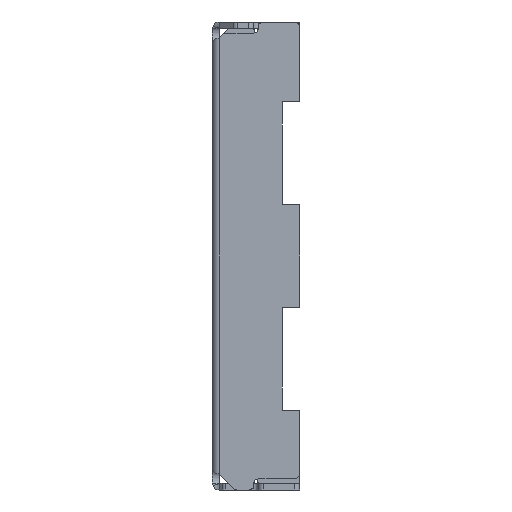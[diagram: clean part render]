
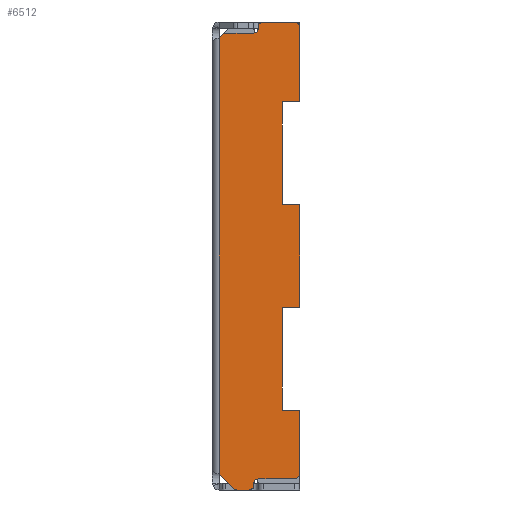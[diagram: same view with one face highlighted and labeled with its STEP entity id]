
A CAD part, left-side view. The second image highlights one B-rep face of the part: STEP entity #6512.
In plain terms, the highlighted planar face has unit normal (-1, 0, 0).
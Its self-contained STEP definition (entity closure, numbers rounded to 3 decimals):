
#1=DIRECTION('',(0.,1.,0.));
#2=VECTOR('',#1,0.5);
#3=CARTESIAN_POINT('',(-6.35,-1.27,-4.5));
#4=LINE('',#3,#2);
#5=DIRECTION('',(0.,1.,0.));
#6=VECTOR('',#5,1.035);
#7=CARTESIAN_POINT('',(-6.35,-1.12,-6.5));
#8=LINE('',#7,#6);
#9=DIRECTION('',(0.,-1.,0.));
#10=VECTOR('',#9,0.332);
#11=CARTESIAN_POINT('',(-6.35,0.547,-6.83));
#12=LINE('',#11,#10);
#13=DIRECTION('',(0.,-0.707,-0.707));
#14=VECTOR('',#13,0.589);
#15=CARTESIAN_POINT('',(-6.35,1.07,-6.369));
#16=LINE('',#15,#14);
#17=DIRECTION('',(0.,0.,-1.));
#18=VECTOR('',#17,12.739);
#19=CARTESIAN_POINT('',(-6.35,1.07,6.369));
#20=LINE('',#19,#18);
#21=DIRECTION('',(0.,0.707,-0.707));
#22=VECTOR('',#21,0.123);
#23=CARTESIAN_POINT('',(-6.35,0.983,6.456));
#24=LINE('',#23,#22);
#25=DIRECTION('',(0.,-1.,0.));
#26=VECTOR('',#25,0.792);
#27=CARTESIAN_POINT('',(-6.35,0.877,6.5));
#28=LINE('',#27,#26);
#29=DIRECTION('',(0.,1.,0.));
#30=VECTOR('',#29,0.905);
#31=CARTESIAN_POINT('',(-6.35,-1.12,6.83));
#32=LINE('',#31,#30);
#33=DIRECTION('',(0.,1.,0.));
#34=VECTOR('',#33,0.5);
#35=CARTESIAN_POINT('',(-6.35,-1.27,4.5));
#36=LINE('',#35,#34);
#37=DIRECTION('',(0.,0.,1.));
#38=VECTOR('',#37,3.);
#39=CARTESIAN_POINT('',(-6.35,-0.77,1.5));
#40=LINE('',#39,#38);
#41=DIRECTION('',(0.,1.,0.));
#42=VECTOR('',#41,0.5);
#43=CARTESIAN_POINT('',(-6.35,-1.27,1.5));
#44=LINE('',#43,#42);
#45=DIRECTION('',(0.,1.,0.));
#46=VECTOR('',#45,0.5);
#47=CARTESIAN_POINT('',(-6.35,-1.27,-1.5));
#48=LINE('',#47,#46);
#49=DIRECTION('',(0.,0.,1.));
#50=VECTOR('',#49,3.);
#51=CARTESIAN_POINT('',(-6.35,-0.77,-4.5));
#52=LINE('',#51,#50);
#73=DIRECTION('',(0.,0.,1.));
#74=VECTOR('',#73,1.85);
#75=CARTESIAN_POINT('',(-6.35,-1.27,-6.35));
#76=LINE('',#75,#74);
#77=DIRECTION('',(0.,0.,1.));
#78=VECTOR('',#77,3.);
#79=CARTESIAN_POINT('',(-6.35,-1.27,-1.5));
#80=LINE('',#79,#78);
#89=DIRECTION('',(0.,0.,1.));
#90=VECTOR('',#89,2.18);
#91=CARTESIAN_POINT('',(-6.35,-1.27,4.5));
#92=LINE('',#91,#90);
#189=CARTESIAN_POINT('',(-6.35,-1.12,6.68));
#190=DIRECTION('',(-1.,0.,0.));
#191=DIRECTION('',(0.,-1.,0.));
#192=AXIS2_PLACEMENT_3D('',#189,#190,#191);
#207=CARTESIAN_POINT('',(-6.35,-0.215,6.68));
#208=DIRECTION('',(-1.,0.,0.));
#209=DIRECTION('',(0.,0.,1.));
#210=AXIS2_PLACEMENT_3D('',#207,#208,#209);
#221=DIRECTION('',(0.,0.,-1.));
#222=VECTOR('',#221,0.03);
#223=CARTESIAN_POINT('',(-6.35,-0.065,6.68));
#224=LINE('',#223,#222);
#229=CARTESIAN_POINT('',(-6.35,0.085,6.65));
#230=DIRECTION('',(1.,0.,0.));
#231=DIRECTION('',(0.,-1.,0.));
#232=AXIS2_PLACEMENT_3D('',#229,#230,#231);
#247=CARTESIAN_POINT('',(-6.35,0.877,6.35));
#248=DIRECTION('',(-1.,0.,0.));
#249=DIRECTION('',(0.,0.,1.));
#250=AXIS2_PLACEMENT_3D('',#247,#248,#249);
#311=CARTESIAN_POINT('',(-6.35,0.547,-6.68));
#312=DIRECTION('',(-1.,0.,0.));
#313=DIRECTION('',(0.,0.707,-0.707));
#314=AXIS2_PLACEMENT_3D('',#311,#312,#313);
#329=CARTESIAN_POINT('',(-6.35,0.215,-6.68));
#330=DIRECTION('',(-1.,0.,0.));
#331=DIRECTION('',(0.,0.,-1.));
#332=AXIS2_PLACEMENT_3D('',#329,#330,#331);
#343=DIRECTION('',(0.,0.,1.));
#344=VECTOR('',#343,0.03);
#345=CARTESIAN_POINT('',(-6.35,0.065,-6.68));
#346=LINE('',#345,#344);
#351=CARTESIAN_POINT('',(-6.35,-0.085,-6.65));
#352=DIRECTION('',(1.,0.,0.));
#353=DIRECTION('',(0.,1.,0.));
#354=AXIS2_PLACEMENT_3D('',#351,#352,#353);
#369=CARTESIAN_POINT('',(-6.35,-1.12,-6.35));
#370=DIRECTION('',(-1.,0.,0.));
#371=DIRECTION('',(0.,0.,-1.));
#372=AXIS2_PLACEMENT_3D('',#369,#370,#371);
#5037=CARTESIAN_POINT('',(-6.35,-0.065,6.65));
#5039=VERTEX_POINT('',#5037);
#5041=CARTESIAN_POINT('',(-6.35,0.085,6.5));
#5043=VERTEX_POINT('',#5041);
#5046=CARTESIAN_POINT('',(-6.35,0.877,6.5));
#5048=VERTEX_POINT('',#5046);
#5049=CARTESIAN_POINT('',(-6.35,0.983,6.456));
#5050=VERTEX_POINT('',#5049);
#5054=CARTESIAN_POINT('',(-6.35,-0.215,6.83));
#5056=VERTEX_POINT('',#5054);
#5057=CARTESIAN_POINT('',(-6.35,-0.065,6.68));
#5058=VERTEX_POINT('',#5057);
#5062=CARTESIAN_POINT('',(-6.35,-1.27,6.68));
#5064=VERTEX_POINT('',#5062);
#5065=CARTESIAN_POINT('',(-6.35,-1.12,6.83));
#5066=VERTEX_POINT('',#5065);
#5069=CARTESIAN_POINT('',(-6.35,1.07,6.369));
#5070=VERTEX_POINT('',#5069);
#5073=CARTESIAN_POINT('',(-6.35,0.065,-6.65));
#5075=VERTEX_POINT('',#5073);
#5077=CARTESIAN_POINT('',(-6.35,-0.085,-6.5));
#5079=VERTEX_POINT('',#5077);
#5082=CARTESIAN_POINT('',(-6.35,-1.12,-6.5));
#5084=VERTEX_POINT('',#5082);
#5085=CARTESIAN_POINT('',(-6.35,-1.27,-6.35));
#5086=VERTEX_POINT('',#5085);
#5090=CARTESIAN_POINT('',(-6.35,0.215,-6.83));
#5092=VERTEX_POINT('',#5090);
#5093=CARTESIAN_POINT('',(-6.35,0.065,-6.68));
#5094=VERTEX_POINT('',#5093);
#5098=CARTESIAN_POINT('',(-6.35,0.653,-6.786));
#5100=VERTEX_POINT('',#5098);
#5101=CARTESIAN_POINT('',(-6.35,0.547,-6.83));
#5102=VERTEX_POINT('',#5101);
#5105=CARTESIAN_POINT('',(-6.35,1.07,-6.369));
#5106=VERTEX_POINT('',#5105);
#5305=CARTESIAN_POINT('',(-6.35,-1.27,1.5));
#5306=CARTESIAN_POINT('',(-6.35,-0.77,1.5));
#5307=VERTEX_POINT('',#5305);
#5308=VERTEX_POINT('',#5306);
#5309=CARTESIAN_POINT('',(-6.35,-0.77,4.5));
#5310=VERTEX_POINT('',#5309);
#5311=CARTESIAN_POINT('',(-6.35,-1.27,4.5));
#5312=VERTEX_POINT('',#5311);
#5321=CARTESIAN_POINT('',(-6.35,-1.27,-4.5));
#5322=CARTESIAN_POINT('',(-6.35,-0.77,-4.5));
#5323=VERTEX_POINT('',#5321);
#5324=VERTEX_POINT('',#5322);
#5325=CARTESIAN_POINT('',(-6.35,-0.77,-1.5));
#5326=VERTEX_POINT('',#5325);
#5327=CARTESIAN_POINT('',(-6.35,-1.27,-1.5));
#5328=VERTEX_POINT('',#5327);
#6453=CARTESIAN_POINT('',(-6.35,1.07,6.63));
#6454=DIRECTION('',(-1.,0.,0.));
#6455=DIRECTION('',(0.,-1.,0.));
#6456=AXIS2_PLACEMENT_3D('',#6453,#6454,#6455);
#6457=PLANE('',#6456);
#6459=ORIENTED_EDGE('',*,*,#6458,.F.);
#6461=ORIENTED_EDGE('',*,*,#6460,.F.);
#6463=ORIENTED_EDGE('',*,*,#6462,.F.);
#6465=ORIENTED_EDGE('',*,*,#6464,.T.);
#6467=ORIENTED_EDGE('',*,*,#6466,.F.);
#6469=ORIENTED_EDGE('',*,*,#6468,.F.);
#6471=ORIENTED_EDGE('',*,*,#6470,.F.);
#6473=ORIENTED_EDGE('',*,*,#6472,.F.);
#6475=ORIENTED_EDGE('',*,*,#6474,.F.);
#6477=ORIENTED_EDGE('',*,*,#6476,.F.);
#6479=ORIENTED_EDGE('',*,*,#6478,.F.);
#6481=ORIENTED_EDGE('',*,*,#6480,.F.);
#6483=ORIENTED_EDGE('',*,*,#6482,.F.);
#6485=ORIENTED_EDGE('',*,*,#6484,.T.);
#6487=ORIENTED_EDGE('',*,*,#6486,.F.);
#6489=ORIENTED_EDGE('',*,*,#6488,.F.);
#6491=ORIENTED_EDGE('',*,*,#6490,.F.);
#6493=ORIENTED_EDGE('',*,*,#6492,.F.);
#6495=ORIENTED_EDGE('',*,*,#6494,.F.);
#6497=ORIENTED_EDGE('',*,*,#6496,.F.);
#6499=ORIENTED_EDGE('',*,*,#6498,.T.);
#6501=ORIENTED_EDGE('',*,*,#6500,.F.);
#6503=ORIENTED_EDGE('',*,*,#6502,.F.);
#6505=ORIENTED_EDGE('',*,*,#6504,.F.);
#6507=ORIENTED_EDGE('',*,*,#6506,.T.);
#6509=ORIENTED_EDGE('',*,*,#6508,.F.);
#6510=EDGE_LOOP('',(#6459,#6461,#6463,#6465,#6467,#6469,#6471,#6473,#6475,#6477,
#6479,#6481,#6483,#6485,#6487,#6489,#6491,#6493,#6495,#6497,#6499,#6501,#6503,
#6505,#6507,#6509));
#6511=FACE_OUTER_BOUND('',#6510,.F.);
#193=CIRCLE('',#192,0.15);
#211=CIRCLE('',#210,0.15);
#233=CIRCLE('',#232,0.15);
#251=CIRCLE('',#250,0.15);
#315=CIRCLE('',#314,0.15);
#333=CIRCLE('',#332,0.15);
#355=CIRCLE('',#354,0.15);
#373=CIRCLE('',#372,0.15);
#6458=EDGE_CURVE('',#5323,#5324,#4,.T.);
#6460=EDGE_CURVE('',#5086,#5323,#76,.T.);
#6462=EDGE_CURVE('',#5084,#5086,#373,.T.);
#6464=EDGE_CURVE('',#5084,#5079,#8,.T.);
#6466=EDGE_CURVE('',#5075,#5079,#355,.T.);
#6468=EDGE_CURVE('',#5094,#5075,#346,.T.);
#6470=EDGE_CURVE('',#5092,#5094,#333,.T.);
#6472=EDGE_CURVE('',#5102,#5092,#12,.T.);
#6474=EDGE_CURVE('',#5100,#5102,#315,.T.);
#6476=EDGE_CURVE('',#5106,#5100,#16,.T.);
#6478=EDGE_CURVE('',#5070,#5106,#20,.T.);
#6480=EDGE_CURVE('',#5050,#5070,#24,.T.);
#6482=EDGE_CURVE('',#5048,#5050,#251,.T.);
#6484=EDGE_CURVE('',#5048,#5043,#28,.T.);
#6486=EDGE_CURVE('',#5039,#5043,#233,.T.);
#6488=EDGE_CURVE('',#5058,#5039,#224,.T.);
#6490=EDGE_CURVE('',#5056,#5058,#211,.T.);
#6492=EDGE_CURVE('',#5066,#5056,#32,.T.);
#6494=EDGE_CURVE('',#5064,#5066,#193,.T.);
#6496=EDGE_CURVE('',#5312,#5064,#92,.T.);
#6498=EDGE_CURVE('',#5312,#5310,#36,.T.);
#6500=EDGE_CURVE('',#5308,#5310,#40,.T.);
#6502=EDGE_CURVE('',#5307,#5308,#44,.T.);
#6504=EDGE_CURVE('',#5328,#5307,#80,.T.);
#6506=EDGE_CURVE('',#5328,#5326,#48,.T.);
#6508=EDGE_CURVE('',#5324,#5326,#52,.T.);
#6512=ADVANCED_FACE('',(#6511),#6457,.T.);
